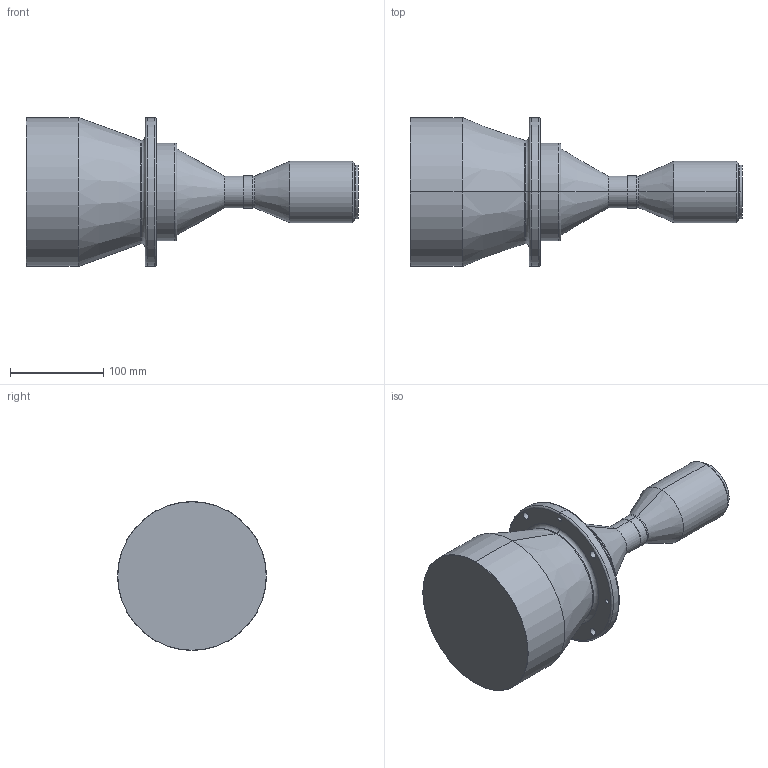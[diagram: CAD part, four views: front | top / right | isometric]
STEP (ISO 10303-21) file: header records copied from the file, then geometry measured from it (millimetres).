
FILE_DESCRIPTION (( 'STEP AP203' ), '1' );
FILE_NAME ('DTCM175-120H-M58-AL.STEP', '2020-01-17T08:24:28', ( 'Windows 蚚誧' ), ( '' ), 'SwSTEP 2.0', 'SolidWorks 2017', '' );
FILE_SCHEMA (( 'CONFIG_CONTROL_DESIGN' ));
Length unit declared in the file: millimetre
Products named in the file (1): DTCM175-120H-M58-AL
Bounding box: 356.6 x 160 x 160 mm (x, y, z)
Volume: 3107999.2 mm3; surface area: 157268.1 mm2
Topology: 1 solids, 1 shells, 63 faces, 140 edges, 86 vertices
Faces by surface type: cylinder 34, torus 10, cone 10, plane 9
Entity records: 1883 total; most frequent: DIRECTION 364, CARTESIAN_POINT 290, ORIENTED_EDGE 280, AXIS2_PLACEMENT_3D 160, EDGE_CURVE 140, CIRCLE 96, EDGE_LOOP 86, VERTEX_POINT 86
